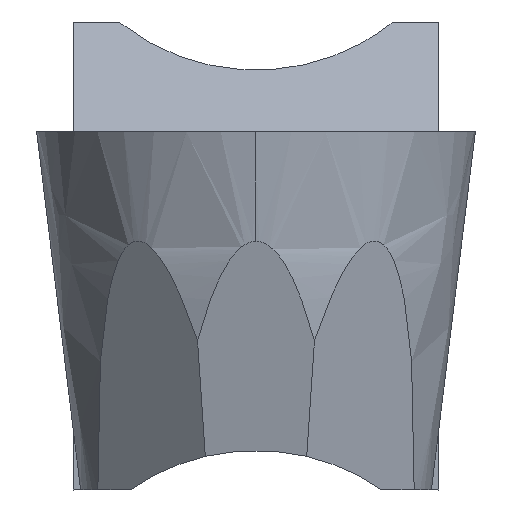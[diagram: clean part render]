
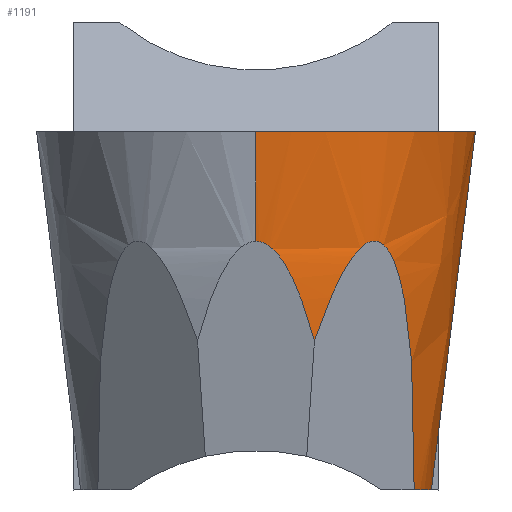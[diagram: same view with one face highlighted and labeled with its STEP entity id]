
A CAD part, front view. The second image highlights one B-rep face of the part: STEP entity #1191.
In plain terms, the highlighted free-form (B-spline) face has degree [5, 1] with [9, 2] control points.
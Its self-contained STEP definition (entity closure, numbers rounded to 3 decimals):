
#836=AXIS2_PLACEMENT_3D('Circle Axis2P3D',#834,#835,$) ;
#560=CARTESIAN_POINT('Vertex',(2.399,3.105,-4.9)) ;
#564=CARTESIAN_POINT('Control Point',(2.399,3.105,-4.9)) ;
#565=CARTESIAN_POINT('Control Point',(2.409,2.872,-4.9)) ;
#566=CARTESIAN_POINT('Control Point',(2.391,2.637,-4.9)) ;
#567=CARTESIAN_POINT('Control Point',(2.344,2.407,-4.9)) ;
#568=CARTESIAN_POINT('Control Point',(2.269,2.18,-4.9)) ;
#569=CARTESIAN_POINT('Control Point',(2.167,1.967,-4.9)) ;
#570=CARTESIAN_POINT('Control Point',(2.166,1.964,-4.9)) ;
#571=CARTESIAN_POINT('Control Point',(2.164,1.961,-4.9)) ;
#572=CARTESIAN_POINT('Control Point',(2.163,1.958,-4.9)) ;
#573=CARTESIAN_POINT('Vertex',(2.163,1.958,-4.9)) ;
#831=CARTESIAN_POINT('Vertex',(0.,0.,0.)) ;
#834=CARTESIAN_POINT('Axis2P3D Location',(0.003,3.,0.)) ;
#838=CARTESIAN_POINT('Vertex',(3.,3.131,0.)) ;
#962=CARTESIAN_POINT('Vertex',(0.,0.184,-1.5)) ;
#966=CARTESIAN_POINT('Control Point',(0.,0.,0.)) ;
#967=CARTESIAN_POINT('Control Point',(0.,0.184,-1.5)) ;
#1011=CARTESIAN_POINT('Vertex',(0.799,0.474,-2.862)) ;
#1015=CARTESIAN_POINT('Control Point',(0.,0.184,-1.5)) ;
#1016=CARTESIAN_POINT('Control Point',(0.019,0.184,-1.5)) ;
#1017=CARTESIAN_POINT('Control Point',(0.039,0.184,-1.501)) ;
#1018=CARTESIAN_POINT('Control Point',(0.059,0.185,-1.505)) ;
#1019=CARTESIAN_POINT('Control Point',(0.107,0.188,-1.519)) ;
#1020=CARTESIAN_POINT('Control Point',(0.152,0.193,-1.542)) ;
#1021=CARTESIAN_POINT('Control Point',(0.178,0.197,-1.559)) ;
#1022=CARTESIAN_POINT('Control Point',(0.247,0.208,-1.613)) ;
#1023=CARTESIAN_POINT('Control Point',(0.305,0.222,-1.678)) ;
#1024=CARTESIAN_POINT('Control Point',(0.339,0.232,-1.723)) ;
#1025=CARTESIAN_POINT('Control Point',(0.416,0.256,-1.837)) ;
#1026=CARTESIAN_POINT('Control Point',(0.48,0.282,-1.958)) ;
#1027=CARTESIAN_POINT('Control Point',(0.515,0.297,-2.032)) ;
#1028=CARTESIAN_POINT('Control Point',(0.59,0.334,-2.204)) ;
#1029=CARTESIAN_POINT('Control Point',(0.654,0.371,-2.38)) ;
#1030=CARTESIAN_POINT('Control Point',(0.688,0.393,-2.481)) ;
#1031=CARTESIAN_POINT('Control Point',(0.731,0.422,-2.618)) ;
#1032=CARTESIAN_POINT('Control Point',(0.77,0.451,-2.755)) ;
#1033=CARTESIAN_POINT('Control Point',(0.78,0.459,-2.791)) ;
#1034=CARTESIAN_POINT('Control Point',(0.789,0.466,-2.826)) ;
#1035=CARTESIAN_POINT('Control Point',(0.799,0.474,-2.862)) ;
#1056=CARTESIAN_POINT('Control Point',(2.163,1.958,-4.9)) ;
#1057=CARTESIAN_POINT('Control Point',(2.168,1.885,-4.605)) ;
#1058=CARTESIAN_POINT('Control Point',(2.169,1.809,-4.31)) ;
#1059=CARTESIAN_POINT('Control Point',(2.166,1.731,-4.017)) ;
#1060=CARTESIAN_POINT('Control Point',(2.154,1.595,-3.526)) ;
#1061=CARTESIAN_POINT('Control Point',(2.122,1.446,-3.039)) ;
#1062=CARTESIAN_POINT('Control Point',(2.105,1.384,-2.844)) ;
#1063=CARTESIAN_POINT('Control Point',(2.073,1.285,-2.55)) ;
#1064=CARTESIAN_POINT('Control Point',(2.024,1.176,-2.262)) ;
#1065=CARTESIAN_POINT('Control Point',(2.005,1.138,-2.165)) ;
#1066=CARTESIAN_POINT('Control Point',(1.968,1.069,-2.002)) ;
#1067=CARTESIAN_POINT('Control Point',(1.918,0.994,-1.845)) ;
#1068=CARTESIAN_POINT('Control Point',(1.895,0.961,-1.782)) ;
#1069=CARTESIAN_POINT('Control Point',(1.85,0.902,-1.679)) ;
#1070=CARTESIAN_POINT('Control Point',(1.788,0.836,-1.589)) ;
#1071=CARTESIAN_POINT('Control Point',(1.759,0.807,-1.555)) ;
#1072=CARTESIAN_POINT('Control Point',(1.707,0.759,-1.513)) ;
#1073=CARTESIAN_POINT('Control Point',(1.644,0.711,-1.496)) ;
#1074=CARTESIAN_POINT('Control Point',(1.619,0.693,-1.494)) ;
#1075=CARTESIAN_POINT('Control Point',(1.578,0.666,-1.498)) ;
#1076=CARTESIAN_POINT('Control Point',(1.539,0.642,-1.513)) ;
#1077=CARTESIAN_POINT('Control Point',(1.523,0.632,-1.52)) ;
#1078=CARTESIAN_POINT('Control Point',(1.481,0.61,-1.544)) ;
#1079=CARTESIAN_POINT('Control Point',(1.443,0.591,-1.575)) ;
#1080=CARTESIAN_POINT('Control Point',(1.42,0.58,-1.597)) ;
#1081=CARTESIAN_POINT('Control Point',(1.355,0.553,-1.665)) ;
#1082=CARTESIAN_POINT('Control Point',(1.299,0.533,-1.742)) ;
#1083=CARTESIAN_POINT('Control Point',(1.264,0.523,-1.795)) ;
#1084=CARTESIAN_POINT('Control Point',(1.183,0.501,-1.93)) ;
#1085=CARTESIAN_POINT('Control Point',(1.111,0.488,-2.072)) ;
#1086=CARTESIAN_POINT('Control Point',(1.071,0.482,-2.158)) ;
#1087=CARTESIAN_POINT('Control Point',(0.988,0.473,-2.348)) ;
#1088=CARTESIAN_POINT('Control Point',(0.912,0.47,-2.542)) ;
#1089=CARTESIAN_POINT('Control Point',(0.873,0.47,-2.649)) ;
#1090=CARTESIAN_POINT('Control Point',(0.835,0.471,-2.755)) ;
#1091=CARTESIAN_POINT('Control Point',(0.799,0.474,-2.862)) ;
#1150=CARTESIAN_POINT('Control Point',(3.,3.131,0.)) ;
#1151=CARTESIAN_POINT('Control Point',(2.88,3.126,-0.98)) ;
#1152=CARTESIAN_POINT('Control Point',(2.76,3.12,-1.96)) ;
#1153=CARTESIAN_POINT('Control Point',(2.639,3.115,-2.94)) ;
#1154=CARTESIAN_POINT('Control Point',(2.519,3.11,-3.92)) ;
#1155=CARTESIAN_POINT('Control Point',(2.399,3.105,-4.9)) ;
#1165=CARTESIAN_POINT('Control Point',(0.,0.,0.)) ;
#1166=CARTESIAN_POINT('Control Point',(0.,0.731,-5.955)) ;
#1167=CARTESIAN_POINT('Control Point',(0.498,0.,0.)) ;
#1168=CARTESIAN_POINT('Control Point',(0.375,0.731,-5.955)) ;
#1169=CARTESIAN_POINT('Control Point',(0.997,0.102,0.)) ;
#1170=CARTESIAN_POINT('Control Point',(0.758,0.808,-5.955)) ;
#1171=CARTESIAN_POINT('Control Point',(1.467,0.31,0.)) ;
#1172=CARTESIAN_POINT('Control Point',(1.11,0.965,-5.955)) ;
#1173=CARTESIAN_POINT('Control Point',(2.269,0.888,0.)) ;
#1174=CARTESIAN_POINT('Control Point',(1.717,1.403,-5.955)) ;
#1175=CARTESIAN_POINT('Control Point',(2.783,1.731,0.)) ;
#1176=CARTESIAN_POINT('Control Point',(2.106,2.04,-5.955)) ;
#1177=CARTESIAN_POINT('Control Point',(2.949,2.185,0.)) ;
#1178=CARTESIAN_POINT('Control Point',(2.231,2.384,-5.955)) ;
#1179=CARTESIAN_POINT('Control Point',(3.021,2.66,0.)) ;
#1180=CARTESIAN_POINT('Control Point',(2.285,2.743,-5.955)) ;
#1181=CARTESIAN_POINT('Control Point',(3.,3.131,0.)) ;
#1182=CARTESIAN_POINT('Control Point',(2.269,3.099,-5.955)) ;
#835=DIRECTION('Axis2P3D Direction',(0.,0.,1.)) ;
#1184=ORIENTED_EDGE('',*,*,#1092,.F.) ;
#1185=ORIENTED_EDGE('',*,*,#575,.F.) ;
#1186=ORIENTED_EDGE('',*,*,#1156,.F.) ;
#1187=ORIENTED_EDGE('',*,*,#840,.F.) ;
#1188=ORIENTED_EDGE('',*,*,#968,.T.) ;
#1189=ORIENTED_EDGE('',*,*,#1036,.T.) ;
#1191=ADVANCED_FACE('CUT',(#1190),#1164,.F.) ;
#563=B_SPLINE_CURVE_WITH_KNOTS('',5,(#564,#565,#566,#567,#568,#569,#570,#571,#572),.UNSPECIFIED.,.F.,.U.,(6,3,6),(0.,1.741,1.767),.UNSPECIFIED.) ;
#965=B_SPLINE_CURVE_WITH_KNOTS('',1,(#966,#967),.UNSPECIFIED.,.F.,.U.,(2,2),(0.,1.511),.UNSPECIFIED.) ;
#1014=B_SPLINE_CURVE_WITH_KNOTS('',5,(#1015,#1016,#1017,#1018,#1019,#1020,#1021,#1022,#1023,#1024,#1025,#1026,#1027,#1028,#1029,#1030,#1031,#1032,#1033,#1034,#1035),.UNSPECIFIED.,.F.,.U.,(6,3,3,3,3,3,6),(0.,0.134,0.347,0.746,1.328,2.093,2.36),.UNSPECIFIED.) ;
#1055=B_SPLINE_CURVE_WITH_KNOTS('',5,(#1056,#1057,#1058,#1059,#1060,#1061,#1062,#1063,#1064,#1065,#1066,#1067,#1068,#1069,#1070,#1071,#1072,#1073,#1074,#1075,#1076,#1077,#1078,#1079,#1080,#1081,#1082,#1083,#1084,#1085,#1086,#1087,#1088,#1089,#1090,#1091),.UNSPECIFIED.,.F.,.U.,(6,3,3,3,3,3,3,3,3,3,3,6),(0.,2.155,3.612,4.357,4.885,5.245,5.441,5.577,5.805,6.258,6.926,7.728),.UNSPECIFIED.) ;
#1149=B_SPLINE_CURVE_WITH_KNOTS('',5,(#1150,#1151,#1152,#1153,#1154,#1155),.UNSPECIFIED.,.F.,.U.,(6,6),(0.,4.937),.UNSPECIFIED.) ;
#1164=B_SPLINE_SURFACE_WITH_KNOTS('',5,1,((#1165,#1166),(#1167,#1168),(#1169,#1170),(#1171,#1172),(#1173,#1174),(#1175,#1176),(#1177,#1178),(#1179,#1180),(#1181,#1182)),.UNSPECIFIED.,.F.,.F.,.U.,(6,3,6),(2,2),(0.,2.205,4.293),(0.,6.),.UNSPECIFIED.) ;
#837=CIRCLE('generated circle',#836,3.) ;
#575=EDGE_CURVE('',#561,#574,#563,.T.) ;
#840=EDGE_CURVE('',#832,#839,#837,.T.) ;
#968=EDGE_CURVE('',#832,#963,#965,.T.) ;
#1036=EDGE_CURVE('',#963,#1012,#1014,.T.) ;
#1092=EDGE_CURVE('',#574,#1012,#1055,.T.) ;
#1156=EDGE_CURVE('',#839,#561,#1149,.T.) ;
#1183=EDGE_LOOP('',(#1184,#1185,#1186,#1187,#1188,#1189)) ;
#1190=FACE_OUTER_BOUND('',#1183,.T.) ;
#561=VERTEX_POINT('',#560) ;
#574=VERTEX_POINT('',#573) ;
#832=VERTEX_POINT('',#831) ;
#839=VERTEX_POINT('',#838) ;
#963=VERTEX_POINT('',#962) ;
#1012=VERTEX_POINT('',#1011) ;
